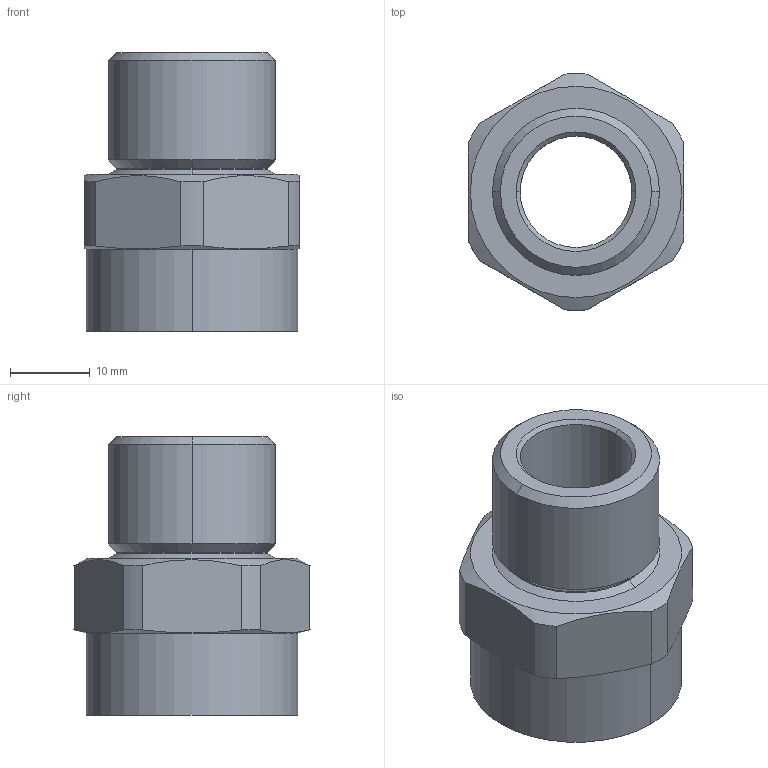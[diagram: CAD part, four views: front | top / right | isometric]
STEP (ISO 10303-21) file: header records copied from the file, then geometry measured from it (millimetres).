
FILE_DESCRIPTION (( 'STEP AP203' ), '1' );
FILE_NAME ('737DB1M2.STEP', '2019-05-16T12:15:25', ( '' ), ( '' ), 'SwSTEP 2.0', 'SolidWorks 2017', '' );
FILE_SCHEMA (( 'CONFIG_CONTROL_DESIGN' ));
Length unit declared in the file: millimetre
Products named in the file (1): 737DB1M2
Bounding box: 27 x 29.69 x 35 mm (x, y, z)
Volume: 9386.6 mm3; surface area: 5416.6 mm2
Topology: 1 solids, 1 shells, 46 faces, 110 edges, 68 vertices
Faces by surface type: cone 18, cylinder 18, plane 10
Entity records: 1475 total; most frequent: CARTESIAN_POINT 313, DIRECTION 240, ORIENTED_EDGE 220, EDGE_CURVE 110, AXIS2_PLACEMENT_3D 99, VERTEX_POINT 68, CIRCLE 52, EDGE_LOOP 50
